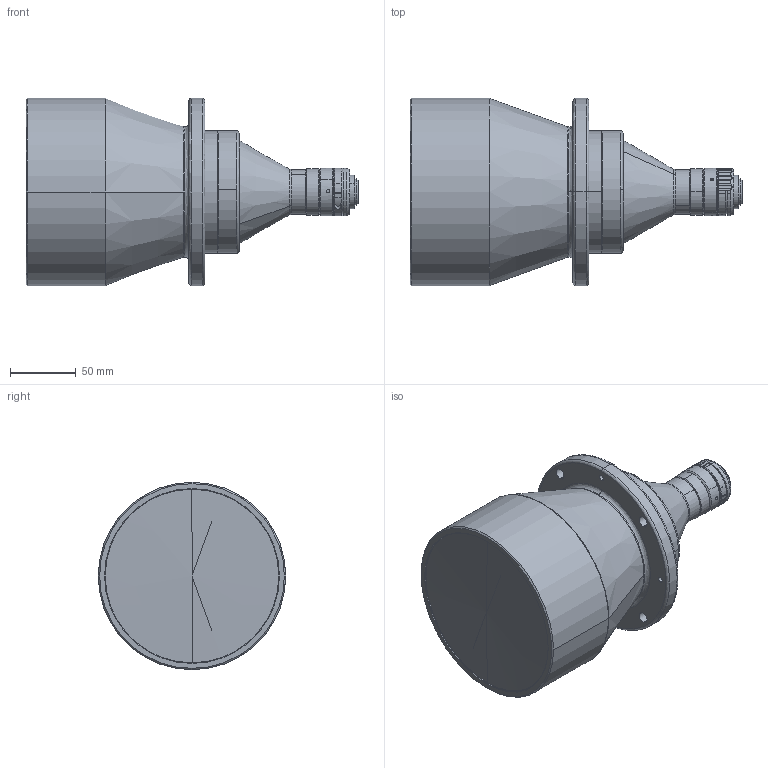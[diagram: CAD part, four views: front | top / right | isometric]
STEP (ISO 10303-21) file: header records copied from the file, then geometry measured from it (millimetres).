
FILE_DESCRIPTION (( 'STEP AP203' ), '1' );
FILE_NAME ('DTCM125-100H-AL.STEP', '2020-11-13T05:57:42', ( '' ), ( '' ), 'SwSTEP 2.0', 'SolidWorks 2017', '' );
FILE_SCHEMA (( 'CONFIG_CONTROL_DESIGN' ));
Length unit declared in the file: millimetre
Products named in the file (1): DTCM125-100H-AL
Bounding box: 251.65 x 142 x 142 mm (x, y, z)
Volume: 2168169.7 mm3; surface area: 115048.3 mm2
Topology: 1 solids, 2 shells, 170 faces, 441 edges, 283 vertices
Faces by surface type: cylinder 92, cone 42, plane 22, bspline 14
Entity records: 6444 total; most frequent: CARTESIAN_POINT 2266, ORIENTED_EDGE 874, DIRECTION 857, EDGE_CURVE 437, AXIS2_PLACEMENT_3D 356, VERTEX_POINT 283, EDGE_LOOP 200, CIRCLE 199
